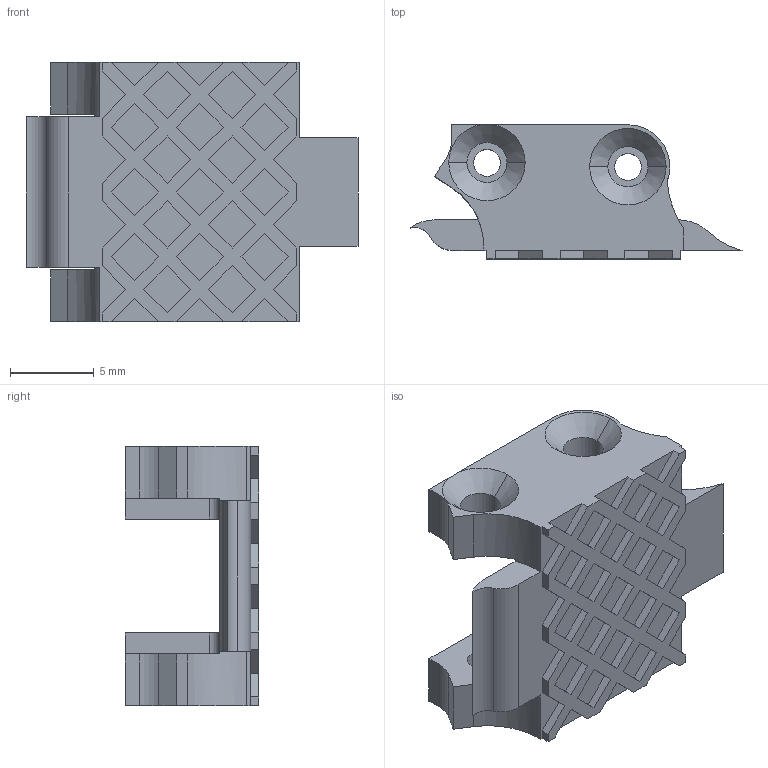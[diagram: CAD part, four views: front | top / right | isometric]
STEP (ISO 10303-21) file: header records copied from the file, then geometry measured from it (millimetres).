
FILE_DESCRIPTION (( 'STEP AP203' ), '1' );
FILE_NAME ('DT02B_MIDDLE_PHALANX_BODY_PLASTIC.STEP', '2023-06-17T07:20:21', ( '' ), ( '' ), 'SwSTEP 2.0', 'SolidWorks 2021', '' );
FILE_SCHEMA (( 'CONFIG_CONTROL_DESIGN' ));
Length unit declared in the file: millimetre
Products named in the file (1): DT02B_MIDDLE_PHALANX_BODY_PLASTIC
Bounding box: 19.83 x 8 x 15.5 mm (x, y, z)
Volume: 950 mm3; surface area: 1150 mm2
Topology: 1 solids, 1 shells, 186 faces, 500 edges, 332 vertices
Faces by surface type: plane 155, cylinder 27, cone 4
Entity records: 5853 total; most frequent: CARTESIAN_POINT 1024, ORIENTED_EDGE 1000, DIRECTION 938, EDGE_CURVE 500, LINE 434, VECTOR 434, VERTEX_POINT 332, AXIS2_PLACEMENT_3D 252
